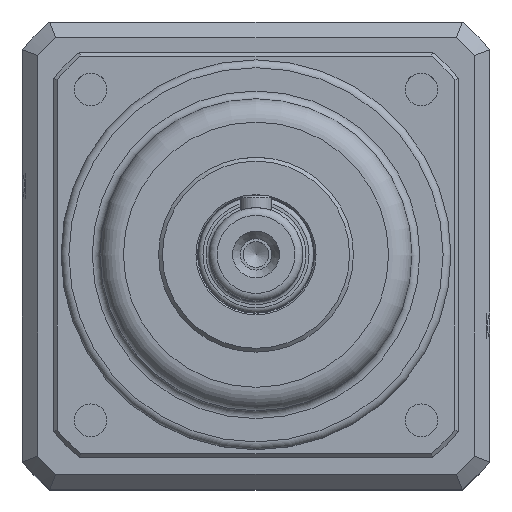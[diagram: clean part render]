
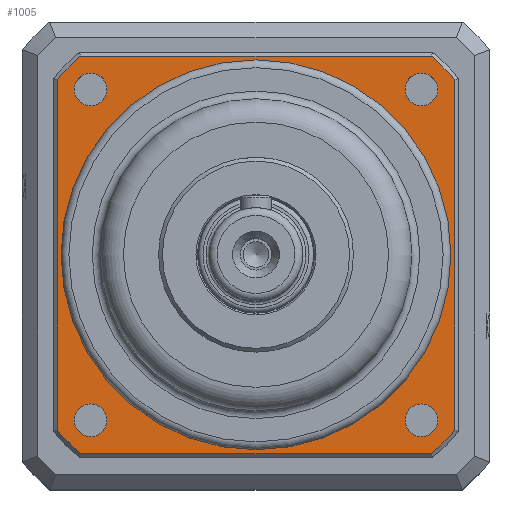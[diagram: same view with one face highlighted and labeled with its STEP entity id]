
A CAD part, top view. The second image highlights one B-rep face of the part: STEP entity #1005.
In plain terms, the highlighted planar face has unit normal (0, 0, 1).
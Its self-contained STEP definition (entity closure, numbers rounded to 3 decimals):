
#372=CARTESIAN_POINT('',(23.313,21.213,6.5));
#373=VERTEX_POINT('',#372);
#374=CARTESIAN_POINT('',(21.213,21.213,6.5));
#375=DIRECTION('',(0.0,0.0,1.0));
#376=DIRECTION('',(1.0,0.0,0.0));
#377=AXIS2_PLACEMENT_3D('',#374,#375,#376);
#378=CIRCLE('',#377,2.1);
#379=EDGE_CURVE('',#373,#373,#378,.T.);
#400=CARTESIAN_POINT('',(-19.113,21.213,6.5));
#401=VERTEX_POINT('',#400);
#402=CARTESIAN_POINT('',(-21.213,21.213,6.5));
#403=DIRECTION('',(0.0,0.0,1.0));
#404=DIRECTION('',(1.0,0.0,0.0));
#405=AXIS2_PLACEMENT_3D('',#402,#403,#404);
#406=CIRCLE('',#405,2.1);
#407=EDGE_CURVE('',#401,#401,#406,.T.);
#428=CARTESIAN_POINT('',(-19.113,-21.213,6.5));
#429=VERTEX_POINT('',#428);
#430=CARTESIAN_POINT('',(-21.213,-21.213,6.5));
#431=DIRECTION('',(0.0,0.0,1.0));
#432=DIRECTION('',(1.0,0.0,0.0));
#433=AXIS2_PLACEMENT_3D('',#430,#431,#432);
#434=CIRCLE('',#433,2.1);
#435=EDGE_CURVE('',#429,#429,#434,.T.);
#456=CARTESIAN_POINT('',(23.313,-21.213,6.5));
#457=VERTEX_POINT('',#456);
#458=CARTESIAN_POINT('',(21.213,-21.213,6.5));
#459=DIRECTION('',(0.0,0.0,1.0));
#460=DIRECTION('',(1.0,0.0,0.0));
#461=AXIS2_PLACEMENT_3D('',#458,#459,#460);
#462=CIRCLE('',#461,2.1);
#463=EDGE_CURVE('',#457,#457,#462,.T.);
#488=CARTESIAN_POINT('',(0.0,25.0,6.5));
#489=VERTEX_POINT('',#488);
#490=CARTESIAN_POINT('',(0.0,0.,6.5));
#491=DIRECTION('',(0.0,0.0,-1.0));
#492=DIRECTION('',(0.0,1.0,0.0));
#493=AXIS2_PLACEMENT_3D('',#490,#491,#492);
#494=CIRCLE('',#493,25.0);
#495=EDGE_CURVE('',#489,#489,#494,.T.);
#915=CARTESIAN_POINT('',(0.0,34.5,6.5));
#916=DIRECTION('',(0.0,0.0,1.0));
#917=DIRECTION('',(1.0,0.0,0.0));
#918=AXIS2_PLACEMENT_3D('',#915,#916,#917);
#919=PLANE('',#918);
#920=CARTESIAN_POINT('',(25.5,22.489,6.5));
#921=VERTEX_POINT('',#920);
#922=CARTESIAN_POINT('',(22.489,25.5,6.5));
#923=VERTEX_POINT('',#922);
#924=CARTESIAN_POINT('',(0.0,0.,6.5));
#925=DIRECTION('',(0.0,0.0,1.0));
#926=DIRECTION('',(0.0,-1.0,0.0));
#927=AXIS2_PLACEMENT_3D('',#924,#925,#926);
#928=CIRCLE('',#927,34.);
#929=EDGE_CURVE('',#921,#923,#928,.T.);
#930=ORIENTED_EDGE('',*,*,#929,.T.);
#931=CARTESIAN_POINT('',(-22.489,25.5,6.5));
#932=VERTEX_POINT('',#931);
#933=CARTESIAN_POINT('',(22.489,25.5,6.5));
#934=DIRECTION('',(-1.0,0.0,0.0));
#935=VECTOR('',#934,44.978);
#936=LINE('',#933,#935);
#937=EDGE_CURVE('',#923,#932,#936,.T.);
#938=ORIENTED_EDGE('',*,*,#937,.T.);
#939=CARTESIAN_POINT('',(-25.5,22.489,6.5));
#940=VERTEX_POINT('',#939);
#941=CARTESIAN_POINT('',(0.0,0.,6.5));
#942=DIRECTION('',(0.0,0.0,1.0));
#943=DIRECTION('',(0.0,-1.0,0.0));
#944=AXIS2_PLACEMENT_3D('',#941,#942,#943);
#945=CIRCLE('',#944,34.);
#946=EDGE_CURVE('',#932,#940,#945,.T.);
#947=ORIENTED_EDGE('',*,*,#946,.T.);
#948=CARTESIAN_POINT('',(-25.5,-22.489,6.5));
#949=VERTEX_POINT('',#948);
#950=CARTESIAN_POINT('',(-25.5,22.489,6.5));
#951=DIRECTION('',(0.0,-1.0,0.0));
#952=VECTOR('',#951,44.978);
#953=LINE('',#950,#952);
#954=EDGE_CURVE('',#940,#949,#953,.T.);
#955=ORIENTED_EDGE('',*,*,#954,.T.);
#956=CARTESIAN_POINT('',(-22.489,-25.5,6.5));
#957=VERTEX_POINT('',#956);
#958=CARTESIAN_POINT('',(0.0,0.,6.5));
#959=DIRECTION('',(0.0,0.0,1.0));
#960=DIRECTION('',(0.0,-1.0,0.0));
#961=AXIS2_PLACEMENT_3D('',#958,#959,#960);
#962=CIRCLE('',#961,34.);
#963=EDGE_CURVE('',#949,#957,#962,.T.);
#964=ORIENTED_EDGE('',*,*,#963,.T.);
#965=CARTESIAN_POINT('',(22.489,-25.5,6.5));
#966=VERTEX_POINT('',#965);
#967=CARTESIAN_POINT('',(-22.489,-25.5,6.5));
#968=DIRECTION('',(1.0,0.0,0.0));
#969=VECTOR('',#968,44.978);
#970=LINE('',#967,#969);
#971=EDGE_CURVE('',#957,#966,#970,.T.);
#972=ORIENTED_EDGE('',*,*,#971,.T.);
#973=CARTESIAN_POINT('',(25.5,-22.489,6.5));
#974=VERTEX_POINT('',#973);
#975=CARTESIAN_POINT('',(0.0,0.,6.5));
#976=DIRECTION('',(0.0,0.0,1.0));
#977=DIRECTION('',(0.0,-1.0,0.0));
#978=AXIS2_PLACEMENT_3D('',#975,#976,#977);
#979=CIRCLE('',#978,34.);
#980=EDGE_CURVE('',#966,#974,#979,.T.);
#981=ORIENTED_EDGE('',*,*,#980,.T.);
#982=CARTESIAN_POINT('',(25.5,-22.489,6.5));
#983=DIRECTION('',(0.0,1.0,0.0));
#984=VECTOR('',#983,44.978);
#985=LINE('',#982,#984);
#986=EDGE_CURVE('',#974,#921,#985,.T.);
#987=ORIENTED_EDGE('',*,*,#986,.T.);
#988=EDGE_LOOP('',(#930,#938,#947,#955,#964,#972,#981,#987));
#989=FACE_OUTER_BOUND('',#988,.T.);
#990=ORIENTED_EDGE('',*,*,#379,.F.);
#991=EDGE_LOOP('',(#990));
#992=FACE_BOUND('',#991,.T.);
#993=ORIENTED_EDGE('',*,*,#407,.F.);
#994=EDGE_LOOP('',(#993));
#995=FACE_BOUND('',#994,.T.);
#996=ORIENTED_EDGE('',*,*,#435,.F.);
#997=EDGE_LOOP('',(#996));
#998=FACE_BOUND('',#997,.T.);
#999=ORIENTED_EDGE('',*,*,#463,.F.);
#1000=EDGE_LOOP('',(#999));
#1001=FACE_BOUND('',#1000,.T.);
#1002=ORIENTED_EDGE('',*,*,#495,.T.);
#1003=EDGE_LOOP('',(#1002));
#1004=FACE_BOUND('',#1003,.T.);
#1005=ADVANCED_FACE('',(#989,#992,#995,#998,#1001,#1004),#919,.T.);
